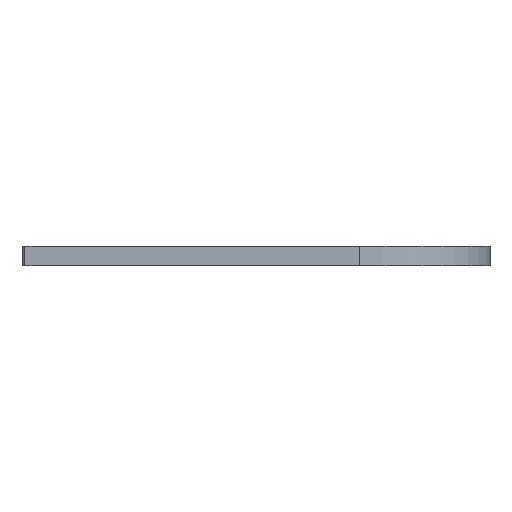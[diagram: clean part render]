
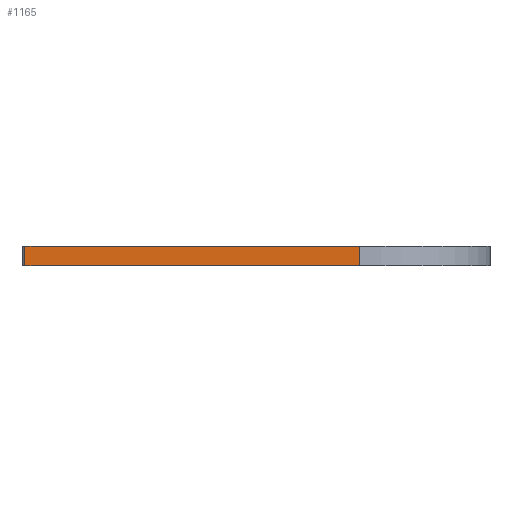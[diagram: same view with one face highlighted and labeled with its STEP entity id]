
A CAD part, left-side view. The second image highlights one B-rep face of the part: STEP entity #1165.
In plain terms, the highlighted planar face has unit normal (-1, 0, 0).
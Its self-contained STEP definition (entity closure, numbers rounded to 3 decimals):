
#72 = AXIS2_PLACEMENT_3D ( 'NONE', #878, #893, #1207 ) ;
#207 = VERTEX_POINT ( 'NONE', #871 ) ;
#240 = VERTEX_POINT ( 'NONE', #1033 ) ;
#355 = EDGE_CURVE ( 'NONE', #240, #1301, #1253, .T. ) ;
#415 = ORIENTED_EDGE ( 'NONE', *, *, #355, .F. ) ;
#528 = CARTESIAN_POINT ( 'NONE',  ( -66.408, -11.003, 3.7 ) ) ;
#590 = CARTESIAN_POINT ( 'NONE',  ( -66.408, -11.003, 3.7 ) ) ;
#616 = VECTOR ( 'NONE', #929, 1000. ) ;
#651 = LINE ( 'NONE', #1060, #1330 ) ;
#677 = LINE ( 'NONE', #1097, #928 ) ;
#689 = DIRECTION ( 'NONE',  ( 0., -1., 0. ) ) ;
#715 = CARTESIAN_POINT ( 'NONE',  ( -66.408, -11.003, 0. ) ) ;
#721 = CARTESIAN_POINT ( 'NONE',  ( -66.408, -37.473, 3.7 ) ) ;
#769 = DIRECTION ( 'NONE',  ( 0., 0., 1. ) ) ;
#817 = VECTOR ( 'NONE', #769, 1000. ) ;
#818 = EDGE_CURVE ( 'NONE', #240, #207, #651, .T. ) ;
#854 = DIRECTION ( 'NONE',  ( 0., 0., -1. ) ) ;
#871 = CARTESIAN_POINT ( 'NONE',  ( -66.408, 53.127, 0. ) ) ;
#878 = CARTESIAN_POINT ( 'NONE',  ( -66.408, -37.473, 3.7 ) ) ;
#893 = DIRECTION ( 'NONE',  ( 1., 0., 0. ) ) ;
#928 = VECTOR ( 'NONE', #689, 1000. ) ;
#929 = DIRECTION ( 'NONE',  ( 0., -1., 0. ) ) ;
#967 = VERTEX_POINT ( 'NONE', #715 ) ;
#983 = ORIENTED_EDGE ( 'NONE', *, *, #1158, .T. ) ;
#995 = PLANE ( 'NONE',  #72 ) ;
#1033 = CARTESIAN_POINT ( 'NONE',  ( -66.408, 53.127, 3.7 ) ) ;
#1060 = CARTESIAN_POINT ( 'NONE',  ( -66.408, 53.127, 3.7 ) ) ;
#1066 = ORIENTED_EDGE ( 'NONE', *, *, #1118, .T. ) ;
#1097 = CARTESIAN_POINT ( 'NONE',  ( -66.408, -37.473, 0. ) ) ;
#1104 = FACE_OUTER_BOUND ( 'NONE', #1218, .T. ) ;
#1118 = EDGE_CURVE ( 'NONE', #207, #967, #677, .T. ) ;
#1158 = EDGE_CURVE ( 'NONE', #967, #1301, #1192, .T. ) ;
#1165 = ADVANCED_FACE ( 'NONE', ( #1104 ), #995, .F. ) ;
#1172 = ORIENTED_EDGE ( 'NONE', *, *, #818, .T. ) ;
#1192 = LINE ( 'NONE', #590, #817 ) ;
#1207 = DIRECTION ( 'NONE',  ( 0., 0., -1. ) ) ;
#1218 = EDGE_LOOP ( 'NONE', ( #1066, #983, #415, #1172 ) ) ;
#1253 = LINE ( 'NONE', #721, #616 ) ;
#1301 = VERTEX_POINT ( 'NONE', #528 ) ;
#1330 = VECTOR ( 'NONE', #854, 1000. ) ;
